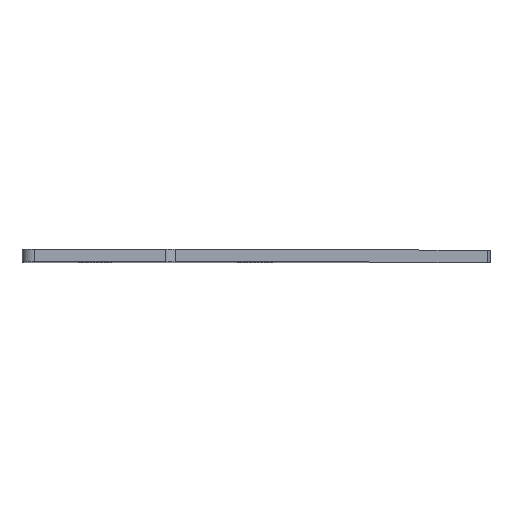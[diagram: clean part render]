
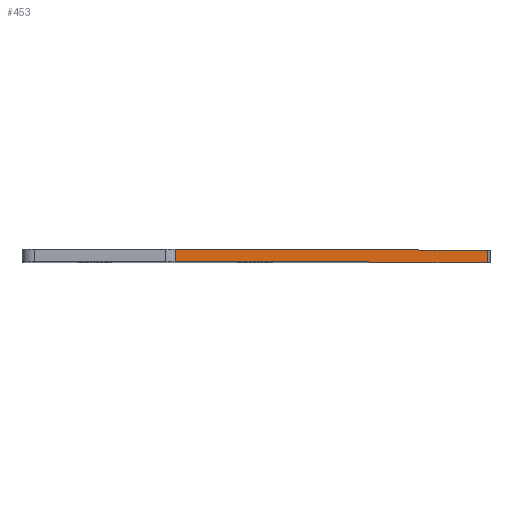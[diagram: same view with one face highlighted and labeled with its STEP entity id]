
A CAD part, top view. The second image highlights one B-rep face of the part: STEP entity #453.
In plain terms, the highlighted planar face has unit normal (0.765, 0, 0.644).
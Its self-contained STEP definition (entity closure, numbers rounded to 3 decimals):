
#16 = VERTEX_POINT ( 'NONE', #763 ) ;
#18 = LINE ( 'NONE', #293, #818 ) ;
#23 = EDGE_CURVE ( 'NONE', #16, #710, #176, .T. ) ;
#66 = VECTOR ( 'NONE', #441, 1000. ) ;
#92 = ORIENTED_EDGE ( 'NONE', *, *, #694, .T. ) ;
#102 = DIRECTION ( 'NONE',  ( 0.644, 0., -0.765 ) ) ;
#107 = EDGE_CURVE ( 'NONE', #16, #338, #841, .T. ) ;
#111 = LINE ( 'NONE', #431, #263 ) ;
#114 = DIRECTION ( 'NONE',  ( 0., -1., 0. ) ) ;
#168 = CARTESIAN_POINT ( 'NONE',  ( 19.969, 0., 111.932 ) ) ;
#176 = LINE ( 'NONE', #707, #320 ) ;
#186 = DIRECTION ( 'NONE',  ( 0.644, 0., -0.765 ) ) ;
#263 = VECTOR ( 'NONE', #186, 1000. ) ;
#293 = CARTESIAN_POINT ( 'NONE',  ( 97.295, 0., 20.108 ) ) ;
#297 = DIRECTION ( 'NONE',  ( 0.765, 0., 0.644 ) ) ;
#320 = VECTOR ( 'NONE', #114, 1000. ) ;
#336 = ORIENTED_EDGE ( 'NONE', *, *, #107, .F. ) ;
#338 = VERTEX_POINT ( 'NONE', #546 ) ;
#431 = CARTESIAN_POINT ( 'NONE',  ( 19.07, 0., 113. ) ) ;
#437 = FACE_OUTER_BOUND ( 'NONE', #762, .T. ) ;
#441 = DIRECTION ( 'NONE',  ( 0.644, 0., -0.765 ) ) ;
#453 = ADVANCED_FACE ( 'NONE', ( #437 ), #759, .T. ) ;
#482 = DIRECTION ( 'NONE',  ( 0., 1., 0. ) ) ;
#484 = AXIS2_PLACEMENT_3D ( 'NONE', #698, #297, #102 ) ;
#511 = CARTESIAN_POINT ( 'NONE',  ( 19.07, 3., 113. ) ) ;
#528 = ORIENTED_EDGE ( 'NONE', *, *, #23, .T. ) ;
#546 = CARTESIAN_POINT ( 'NONE',  ( 97.295, 3., 20.108 ) ) ;
#571 = EDGE_CURVE ( 'NONE', #710, #589, #111, .T. ) ;
#589 = VERTEX_POINT ( 'NONE', #761 ) ;
#694 = EDGE_CURVE ( 'NONE', #589, #338, #18, .T. ) ;
#698 = CARTESIAN_POINT ( 'NONE',  ( 19.07, 0., 113. ) ) ;
#707 = CARTESIAN_POINT ( 'NONE',  ( 19.969, 0., 111.932 ) ) ;
#710 = VERTEX_POINT ( 'NONE', #168 ) ;
#759 = PLANE ( 'NONE',  #484 ) ;
#761 = CARTESIAN_POINT ( 'NONE',  ( 97.295, 0., 20.108 ) ) ;
#762 = EDGE_LOOP ( 'NONE', ( #336, #528, #793, #92 ) ) ;
#763 = CARTESIAN_POINT ( 'NONE',  ( 19.969, 3., 111.932 ) ) ;
#793 = ORIENTED_EDGE ( 'NONE', *, *, #571, .T. ) ;
#818 = VECTOR ( 'NONE', #482, 1000. ) ;
#841 = LINE ( 'NONE', #511, #66 ) ;
